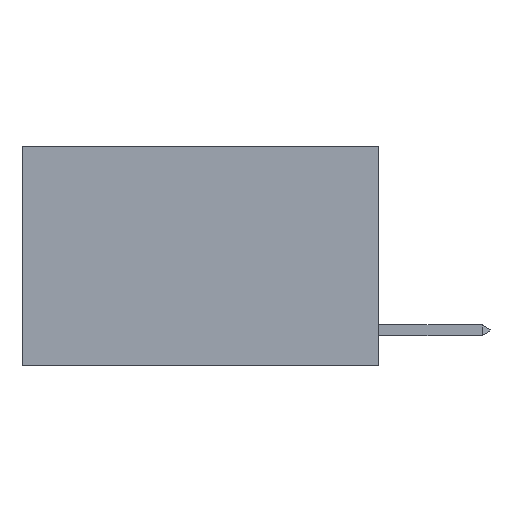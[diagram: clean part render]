
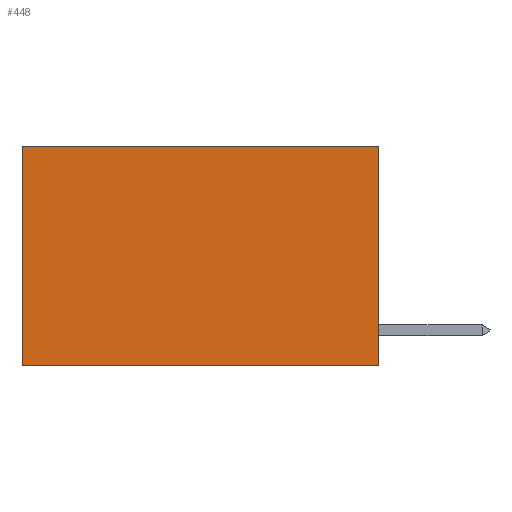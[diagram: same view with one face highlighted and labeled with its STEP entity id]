
A CAD part, left-side view. The second image highlights one B-rep face of the part: STEP entity #448.
In plain terms, the highlighted planar face has unit normal (-1, 0, 0).
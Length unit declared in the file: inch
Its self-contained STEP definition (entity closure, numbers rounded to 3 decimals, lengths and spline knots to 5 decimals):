
#278 = DIRECTION ( 'NONE',  ( 0., 0., -1. ) ) ;
#407 = LINE ( 'NONE', #4480, #20738 ) ;
#448 = ADVANCED_FACE ( 'NONE', ( #8424 ), #17852, .F. ) ;
#964 = VERTEX_POINT ( 'NONE', #8485 ) ;
#1434 = LINE ( 'NONE', #12179, #11939 ) ;
#1678 = CARTESIAN_POINT ( 'NONE',  ( 0.2625, 0., 0. ) ) ;
#2564 = VECTOR ( 'NONE', #14444, 39.37008 ) ;
#2594 = EDGE_CURVE ( 'NONE', #18974, #12224, #407, .T. ) ;
#4240 = DIRECTION ( 'NONE',  ( 0., 1., 0. ) ) ;
#4480 = CARTESIAN_POINT ( 'NONE',  ( 0.2625, 0., 0. ) ) ;
#6912 = ORIENTED_EDGE ( 'NONE', *, *, #18150, .F. ) ;
#8000 = CARTESIAN_POINT ( 'NONE',  ( 0.2625, 0., 0. ) ) ;
#8082 = DIRECTION ( 'NONE',  ( 0., 0., -1. ) ) ;
#8148 = ORIENTED_EDGE ( 'NONE', *, *, #2594, .T. ) ;
#8424 = FACE_OUTER_BOUND ( 'NONE', #25099, .T. ) ;
#8485 = CARTESIAN_POINT ( 'NONE',  ( 0.2625, 0.6, -0.37 ) ) ;
#8536 = CARTESIAN_POINT ( 'NONE',  ( 0.2625, 0., 0. ) ) ;
#9320 = CARTESIAN_POINT ( 'NONE',  ( 0.2625, 0., -0.37 ) ) ;
#11071 = LINE ( 'NONE', #23634, #19643 ) ;
#11663 = AXIS2_PLACEMENT_3D ( 'NONE', #8000, #19786, #8082 ) ;
#11939 = VECTOR ( 'NONE', #278, 39.37008 ) ;
#12179 = CARTESIAN_POINT ( 'NONE',  ( 0.2625, 0.6, 0. ) ) ;
#12224 = VERTEX_POINT ( 'NONE', #25142 ) ;
#14322 = DIRECTION ( 'NONE',  ( 0., 1., 0. ) ) ;
#14444 = DIRECTION ( 'NONE',  ( 0., 0., -1. ) ) ;
#15768 = EDGE_CURVE ( 'NONE', #18974, #22624, #17652, .T. ) ;
#17652 = LINE ( 'NONE', #8536, #2564 ) ;
#17852 = PLANE ( 'NONE',  #11663 ) ;
#18150 = EDGE_CURVE ( 'NONE', #22624, #964, #11071, .T. ) ;
#18974 = VERTEX_POINT ( 'NONE', #1678 ) ;
#19158 = EDGE_CURVE ( 'NONE', #12224, #964, #1434, .T. ) ;
#19643 = VECTOR ( 'NONE', #4240, 39.37008 ) ;
#19786 = DIRECTION ( 'NONE',  ( 1., 0., 0. ) ) ;
#20738 = VECTOR ( 'NONE', #14322, 39.37008 ) ;
#21247 = ORIENTED_EDGE ( 'NONE', *, *, #19158, .T. ) ;
#22454 = ORIENTED_EDGE ( 'NONE', *, *, #15768, .F. ) ;
#22624 = VERTEX_POINT ( 'NONE', #9320 ) ;
#23634 = CARTESIAN_POINT ( 'NONE',  ( 0.2625, 0., -0.37 ) ) ;
#25099 = EDGE_LOOP ( 'NONE', ( #21247, #6912, #22454, #8148 ) ) ;
#25142 = CARTESIAN_POINT ( 'NONE',  ( 0.2625, 0.6, 0. ) ) ;
